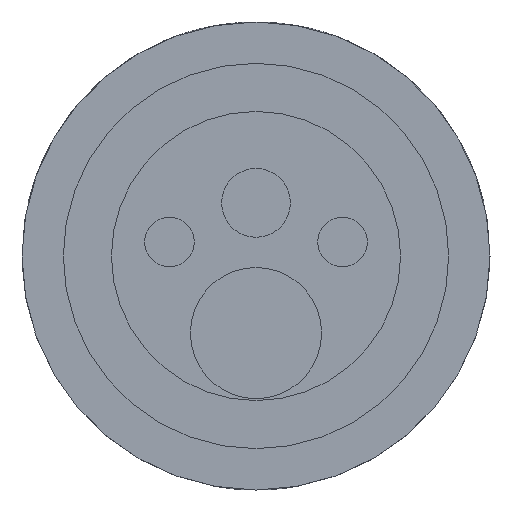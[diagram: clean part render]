
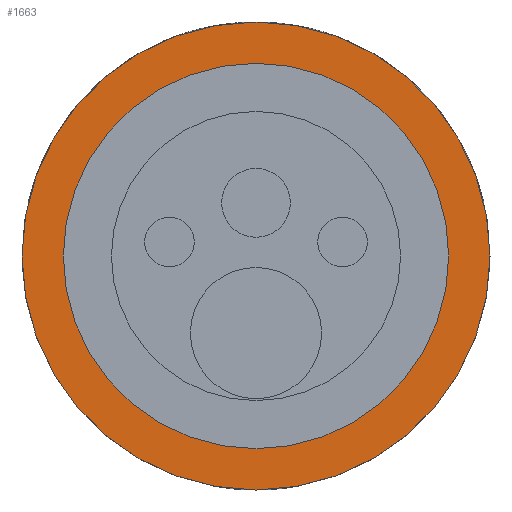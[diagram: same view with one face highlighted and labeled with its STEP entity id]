
A CAD part, left-side view. The second image highlights one B-rep face of the part: STEP entity #1663.
In plain terms, the highlighted planar face has unit normal (-1, 0, 0).
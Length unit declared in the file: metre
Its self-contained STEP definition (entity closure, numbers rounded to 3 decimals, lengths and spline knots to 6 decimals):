
#706=ORIENTED_EDGE('',*,*,#1034,.F.);
#707=ORIENTED_EDGE('',*,*,#1033,.T.);
#1033=EDGE_CURVE('',#1218,#1218,#1297,.T.);
#1034=EDGE_CURVE('',#1219,#1219,#1298,.T.);
#1218=VERTEX_POINT('',#2849);
#1219=VERTEX_POINT('',#2852);
#1297=CIRCLE('',#1844,0.0085);
#1298=CIRCLE('',#1846,0.007);
#1383=EDGE_LOOP('',(#706));
#1384=EDGE_LOOP('',(#707));
#1500=FACE_BOUND('',#1383,.T.);
#1501=FACE_BOUND('',#1384,.T.);
#1591=PLANE('',#1845);
#1663=ADVANCED_FACE('',(#1500,#1501),#1591,.F.);
#1844=AXIS2_PLACEMENT_3D('',#2848,#2277,#2278);
#1845=AXIS2_PLACEMENT_3D('',#2850,#2279,#2280);
#1846=AXIS2_PLACEMENT_3D('',#2851,#2281,#2282);
#2277=DIRECTION('',(-1.,0.,0.));
#2278=DIRECTION('',(0.,0.,1.));
#2279=DIRECTION('',(1.,0.,0.));
#2280=DIRECTION('',(0.,0.,-1.));
#2281=DIRECTION('',(-1.,0.,0.));
#2282=DIRECTION('',(0.,0.,1.));
#2848=CARTESIAN_POINT('',(0.0515,0.,0.));
#2849=CARTESIAN_POINT('',(0.0515,0.,0.0085));
#2850=CARTESIAN_POINT('',(0.0515,0.,0.00775));
#2851=CARTESIAN_POINT('',(0.0515,0.,0.));
#2852=CARTESIAN_POINT('',(0.0515,0.,0.007));
